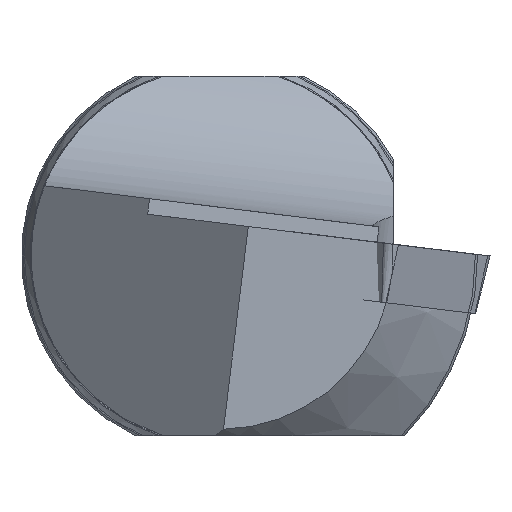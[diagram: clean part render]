
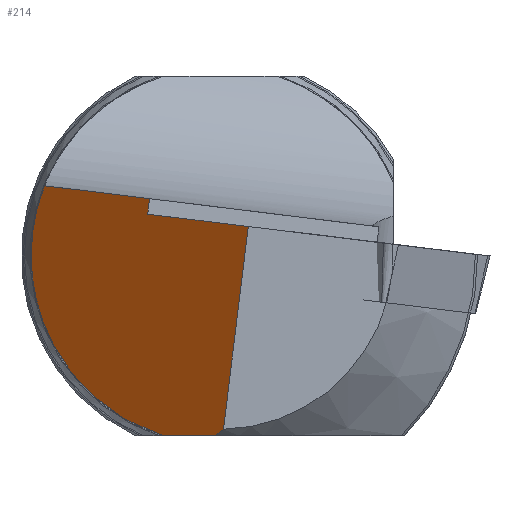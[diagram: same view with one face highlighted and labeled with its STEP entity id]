
A CAD part, left-side view. The second image highlights one B-rep face of the part: STEP entity #214.
In plain terms, the highlighted planar face has unit normal (-0.707, 0.702, 0.086).
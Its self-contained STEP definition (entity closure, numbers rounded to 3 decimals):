
#23=ELLIPSE('',#1044,10.748,7.6);
#24=ELLIPSE('',#1045,35.86,14.079);
#214=ADVANCED_FACE('',(#278),#261,.T.);
#261=PLANE('',#1046);
#278=FACE_OUTER_BOUND('',#342,.T.);
#342=EDGE_LOOP('',(#465,#466,#467,#468,#469,#470,#471));
#465=ORIENTED_EDGE('',*,*,#823,.F.);
#466=ORIENTED_EDGE('',*,*,#801,.T.);
#467=ORIENTED_EDGE('',*,*,#824,.F.);
#468=ORIENTED_EDGE('',*,*,#825,.F.);
#469=ORIENTED_EDGE('',*,*,#826,.F.);
#470=ORIENTED_EDGE('',*,*,#827,.T.);
#471=ORIENTED_EDGE('',*,*,#828,.F.);
#694=VERTEX_POINT('',#1458);
#695=VERTEX_POINT('',#1459);
#716=VERTEX_POINT('',#1604);
#717=VERTEX_POINT('',#1606);
#718=VERTEX_POINT('',#1608);
#719=VERTEX_POINT('',#1610);
#720=VERTEX_POINT('',#1612);
#801=EDGE_CURVE('',#694,#695,#931,.T.);
#823=EDGE_CURVE('',#694,#716,#23,.T.);
#824=EDGE_CURVE('',#717,#695,#24,.T.);
#825=EDGE_CURVE('',#718,#717,#939,.T.);
#826=EDGE_CURVE('',#719,#718,#940,.T.);
#827=EDGE_CURVE('',#719,#720,#941,.T.);
#828=EDGE_CURVE('',#716,#720,#942,.T.);
#931=LINE('',#1457,#979);
#939=LINE('',#1607,#987);
#940=LINE('',#1609,#988);
#941=LINE('',#1611,#989);
#942=LINE('',#1613,#990);
#979=VECTOR('',#1200,1.);
#987=VECTOR('',#1214,1.);
#988=VECTOR('',#1215,1.);
#989=VECTOR('',#1216,1.);
#990=VECTOR('',#1217,1.);
#1044=AXIS2_PLACEMENT_3D('',#1603,#1210,#1211);
#1045=AXIS2_PLACEMENT_3D('',#1605,#1212,#1213);
#1046=AXIS2_PLACEMENT_3D('',#1614,#1218,#1219);
#1200=DIRECTION('',(-0.704,-0.71,0.));
#1210=DIRECTION('',(0.707,-0.702,-0.086));
#1211=DIRECTION('',(-0.707,-0.702,-0.086));
#1212=DIRECTION('',(0.707,-0.702,-0.086));
#1213=DIRECTION('',(0.707,0.702,0.086));
#1214=DIRECTION('',(0.,0.122,-0.993));
#1215=DIRECTION('',(-0.707,-0.702,-0.086));
#1216=DIRECTION('',(0.,-0.122,0.993));
#1217=DIRECTION('',(-0.707,-0.702,-0.086));
#1218=DIRECTION('',(-0.707,0.702,0.086));
#1219=DIRECTION('',(-0.704,-0.71,0.));
#1457=CARTESIAN_POINT('',(-4.191,10.958,-7.237));
#1458=CARTESIAN_POINT('',(-1.871,13.296,-7.237));
#1459=CARTESIAN_POINT('',(-3.929,11.223,-7.237));
#1603=CARTESIAN_POINT('',(-3.25,11.016,0.013));
#1604=CARTESIAN_POINT('',(4.096,18.069,2.843));
#1605=CARTESIAN_POINT('',(17.839,31.948,2.583));
#1606=CARTESIAN_POINT('',(-4.25,10.866,-6.971));
#1607=CARTESIAN_POINT('',(-4.25,7.3,22.074));
#1608=CARTESIAN_POINT('',(-4.25,9.863,1.201));
#1609=CARTESIAN_POINT('',(1.441,15.512,1.895));
#1610=CARTESIAN_POINT('',(-0.163,13.92,1.699));
#1611=CARTESIAN_POINT('',(-0.163,11.357,22.572));
#1612=CARTESIAN_POINT('',(-0.163,13.843,2.324));
#1613=CARTESIAN_POINT('',(-4.25,9.786,1.826));
#1614=CARTESIAN_POINT('',(-4.25,7.3,22.074));
